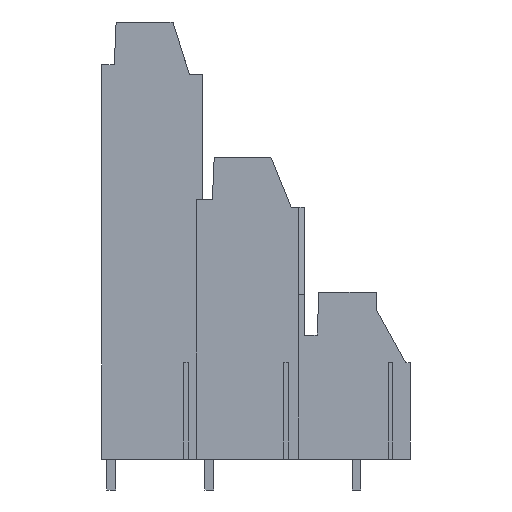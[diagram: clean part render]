
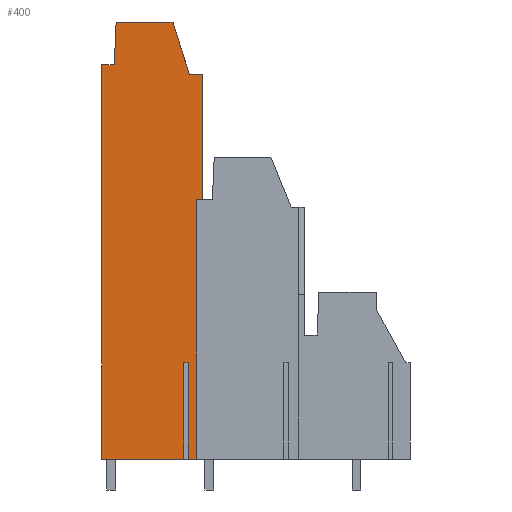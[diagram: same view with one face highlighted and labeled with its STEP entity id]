
A CAD part, left-side view. The second image highlights one B-rep face of the part: STEP entity #400.
In plain terms, the highlighted planar face has unit normal (-1, 0, 0).
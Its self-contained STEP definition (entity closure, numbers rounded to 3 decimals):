
#307=AXIS2_PLACEMENT_3D('Plane Axis2P3D',#304,#305,#306) ;
#109=CARTESIAN_POINT('Vertex',(2.54,24.592,48.47)) ;
#123=CARTESIAN_POINT('Vertex',(2.54,30.488,48.47)) ;
#126=CARTESIAN_POINT('Line Origine',(2.54,41.393,48.47)) ;
#212=CARTESIAN_POINT('Line Origine',(2.54,23.745,45.735)) ;
#216=CARTESIAN_POINT('Vertex',(2.54,22.898,43.)) ;
#289=CARTESIAN_POINT('Vertex',(2.54,30.681,44.05)) ;
#292=CARTESIAN_POINT('Line Origine',(2.54,30.584,46.26)) ;
#304=CARTESIAN_POINT('Axis2P3D Location',(2.54,21.84,31.2)) ;
#309=CARTESIAN_POINT('Line Origine',(2.54,21.811,30.05)) ;
#313=CARTESIAN_POINT('Vertex',(2.54,21.49,30.05)) ;
#315=CARTESIAN_POINT('Vertex',(2.54,22.131,30.05)) ;
#318=CARTESIAN_POINT('Line Origine',(2.54,21.49,36.525)) ;
#322=CARTESIAN_POINT('Vertex',(2.54,21.49,43.)) ;
#325=CARTESIAN_POINT('Line Origine',(2.54,22.194,43.)) ;
#330=CARTESIAN_POINT('Line Origine',(2.54,31.34,44.05)) ;
#334=CARTESIAN_POINT('Vertex',(2.54,32.,44.05)) ;
#337=CARTESIAN_POINT('Line Origine',(2.54,32.,23.625)) ;
#341=CARTESIAN_POINT('Vertex',(2.54,32.,3.2)) ;
#344=CARTESIAN_POINT('Line Origine',(2.54,27.738,3.2)) ;
#348=CARTESIAN_POINT('Vertex',(2.54,23.475,3.2)) ;
#351=CARTESIAN_POINT('Line Origine',(2.54,23.475,8.2)) ;
#355=CARTESIAN_POINT('Vertex',(2.54,23.475,13.2)) ;
#358=CARTESIAN_POINT('Line Origine',(2.54,23.25,13.2)) ;
#362=CARTESIAN_POINT('Vertex',(2.54,23.025,13.2)) ;
#365=CARTESIAN_POINT('Line Origine',(2.54,23.025,8.2)) ;
#369=CARTESIAN_POINT('Vertex',(2.54,23.025,3.2)) ;
#372=CARTESIAN_POINT('Line Origine',(2.54,22.578,3.2)) ;
#376=CARTESIAN_POINT('Vertex',(2.54,22.131,3.2)) ;
#379=CARTESIAN_POINT('Line Origine',(2.54,22.131,16.625)) ;
#127=DIRECTION('Vector Direction',(0.,1.,0.)) ;
#213=DIRECTION('Vector Direction',(0.,-0.296,-0.955)) ;
#293=DIRECTION('Vector Direction',(0.,0.044,-0.999)) ;
#305=DIRECTION('Axis2P3D Direction',(1.,0.,0.)) ;
#306=DIRECTION('Axis2P3D XDirection',(0.,1.,0.)) ;
#310=DIRECTION('Vector Direction',(0.,1.,0.)) ;
#319=DIRECTION('Vector Direction',(0.,0.,1.)) ;
#326=DIRECTION('Vector Direction',(0.,-1.,0.)) ;
#331=DIRECTION('Vector Direction',(0.,-1.,0.)) ;
#338=DIRECTION('Vector Direction',(0.,0.,1.)) ;
#345=DIRECTION('Vector Direction',(0.,1.,0.)) ;
#352=DIRECTION('Vector Direction',(0.,0.,1.)) ;
#359=DIRECTION('Vector Direction',(0.,-1.,0.)) ;
#366=DIRECTION('Vector Direction',(0.,0.,1.)) ;
#373=DIRECTION('Vector Direction',(0.,1.,0.)) ;
#380=DIRECTION('Vector Direction',(0.,0.,-1.)) ;
#128=VECTOR('Line Direction',#127,1.) ;
#214=VECTOR('Line Direction',#213,1.) ;
#294=VECTOR('Line Direction',#293,1.) ;
#311=VECTOR('Line Direction',#310,1.) ;
#320=VECTOR('Line Direction',#319,1.) ;
#327=VECTOR('Line Direction',#326,1.) ;
#332=VECTOR('Line Direction',#331,1.) ;
#339=VECTOR('Line Direction',#338,1.) ;
#346=VECTOR('Line Direction',#345,1.) ;
#353=VECTOR('Line Direction',#352,1.) ;
#360=VECTOR('Line Direction',#359,1.) ;
#367=VECTOR('Line Direction',#366,1.) ;
#374=VECTOR('Line Direction',#373,1.) ;
#381=VECTOR('Line Direction',#380,1.) ;
#385=ORIENTED_EDGE('',*,*,#317,.F.) ;
#386=ORIENTED_EDGE('',*,*,#324,.T.) ;
#387=ORIENTED_EDGE('',*,*,#329,.F.) ;
#388=ORIENTED_EDGE('',*,*,#218,.F.) ;
#389=ORIENTED_EDGE('',*,*,#130,.T.) ;
#390=ORIENTED_EDGE('',*,*,#296,.F.) ;
#391=ORIENTED_EDGE('',*,*,#336,.F.) ;
#392=ORIENTED_EDGE('',*,*,#343,.F.) ;
#393=ORIENTED_EDGE('',*,*,#350,.F.) ;
#394=ORIENTED_EDGE('',*,*,#357,.T.) ;
#395=ORIENTED_EDGE('',*,*,#364,.T.) ;
#396=ORIENTED_EDGE('',*,*,#371,.F.) ;
#397=ORIENTED_EDGE('',*,*,#378,.F.) ;
#398=ORIENTED_EDGE('',*,*,#383,.F.) ;
#400=ADVANCED_FACE('housing',(#399),#308,.F.) ;
#130=EDGE_CURVE('',#110,#124,#129,.T.) ;
#218=EDGE_CURVE('',#110,#217,#215,.T.) ;
#296=EDGE_CURVE('',#290,#124,#295,.F.) ;
#317=EDGE_CURVE('',#314,#316,#312,.T.) ;
#324=EDGE_CURVE('',#314,#323,#321,.T.) ;
#329=EDGE_CURVE('',#217,#323,#328,.T.) ;
#336=EDGE_CURVE('',#335,#290,#333,.T.) ;
#343=EDGE_CURVE('',#342,#335,#340,.T.) ;
#350=EDGE_CURVE('',#349,#342,#347,.T.) ;
#357=EDGE_CURVE('',#349,#356,#354,.T.) ;
#364=EDGE_CURVE('',#356,#363,#361,.T.) ;
#371=EDGE_CURVE('',#370,#363,#368,.T.) ;
#378=EDGE_CURVE('',#377,#370,#375,.T.) ;
#383=EDGE_CURVE('',#316,#377,#382,.T.) ;
#384=EDGE_LOOP('',(#385,#386,#387,#388,#389,#390,#391,#392,#393,#394,#395,#396,#397,#398)) ;
#399=FACE_OUTER_BOUND('',#384,.T.) ;
#129=LINE('Line',#126,#128) ;
#215=LINE('Line',#212,#214) ;
#295=LINE('Line',#292,#294) ;
#312=LINE('Line',#309,#311) ;
#321=LINE('Line',#318,#320) ;
#328=LINE('Line',#325,#327) ;
#333=LINE('Line',#330,#332) ;
#340=LINE('Line',#337,#339) ;
#347=LINE('Line',#344,#346) ;
#354=LINE('Line',#351,#353) ;
#361=LINE('Line',#358,#360) ;
#368=LINE('Line',#365,#367) ;
#375=LINE('Line',#372,#374) ;
#382=LINE('Line',#379,#381) ;
#308=PLANE('',#307) ;
#110=VERTEX_POINT('',#109) ;
#124=VERTEX_POINT('',#123) ;
#217=VERTEX_POINT('',#216) ;
#290=VERTEX_POINT('',#289) ;
#314=VERTEX_POINT('',#313) ;
#316=VERTEX_POINT('',#315) ;
#323=VERTEX_POINT('',#322) ;
#335=VERTEX_POINT('',#334) ;
#342=VERTEX_POINT('',#341) ;
#349=VERTEX_POINT('',#348) ;
#356=VERTEX_POINT('',#355) ;
#363=VERTEX_POINT('',#362) ;
#370=VERTEX_POINT('',#369) ;
#377=VERTEX_POINT('',#376) ;
